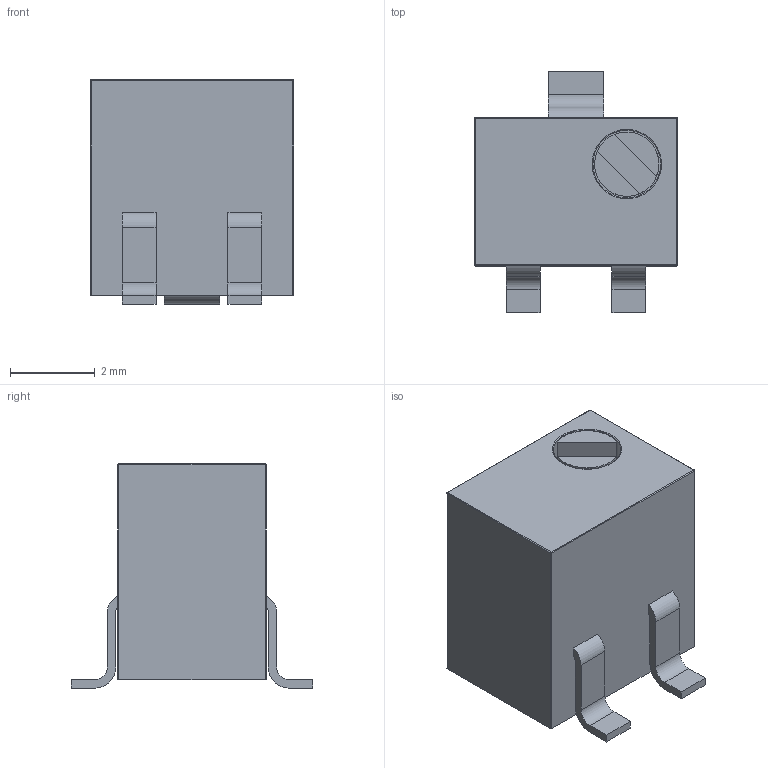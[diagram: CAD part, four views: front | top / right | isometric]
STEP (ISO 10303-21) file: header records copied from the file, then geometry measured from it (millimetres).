
FILE_DESCRIPTION((''),'2;1');
FILE_NAME('TRIM_BOURNS_3224X.stp','2012-12-18T11:11:13',(''),(''),'Mechanical Desktop 2011','Mechanical Desktop 2011',', , ');
FILE_SCHEMA(('AUTOMOTIVE_DESIGN { 1 2 10303 214 1 1 1 1 }'));
Length unit declared in the file: millimetre
Products named in the file (1): Product
Bounding box: 4.8 x 5.7 x 5.3 mm (x, y, z)
Volume: 86.8 mm3; surface area: 149.1 mm2
Topology: 5 solids, 5 shells, 67 faces, 158 edges, 98 vertices
Faces by surface type: plane 37, cylinder 24, sphere 4, torus 2
Entity records: 1940 total; most frequent: DIRECTION 346, CARTESIAN_POINT 320, ORIENTED_EDGE 308, EDGE_CURVE 154, AXIS2_PLACEMENT_3D 124, VERTEX_POINT 98, VECTOR 98, LINE 98
